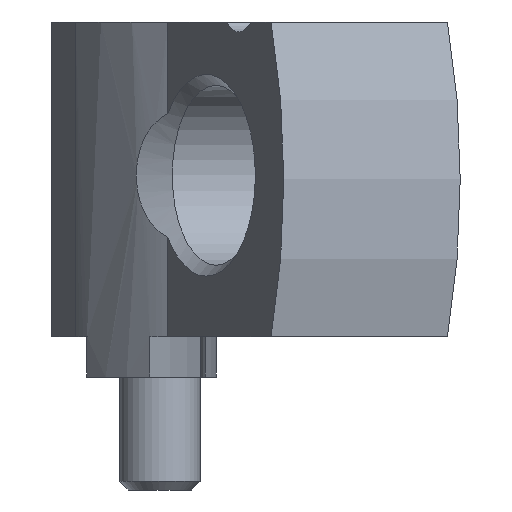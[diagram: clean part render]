
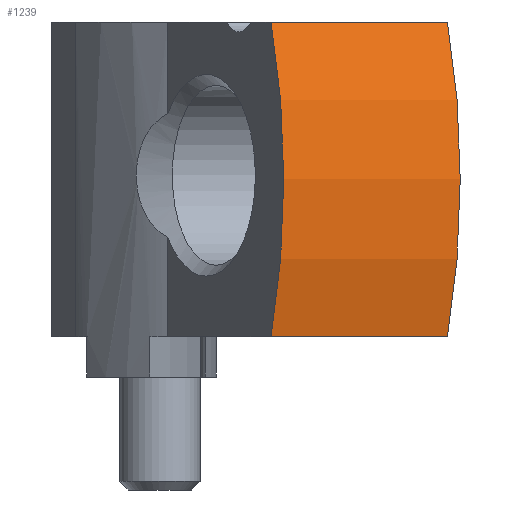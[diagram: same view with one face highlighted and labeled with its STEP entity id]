
A CAD part, left-side view. The second image highlights one B-rep face of the part: STEP entity #1239.
In plain terms, the highlighted cylindrical face has radius 24 mm (diameter 48 mm), a partial arc.
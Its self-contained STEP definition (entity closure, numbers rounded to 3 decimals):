
#110=CIRCLE('',#1362,24.);
#113=CIRCLE('',#1366,24.);
#286=ORIENTED_EDGE('',*,*,#578,.T.);
#287=ORIENTED_EDGE('',*,*,#557,.T.);
#288=ORIENTED_EDGE('',*,*,#584,.F.);
#289=ORIENTED_EDGE('',*,*,#562,.T.);
#557=EDGE_CURVE('',#722,#721,#110,.F.);
#562=EDGE_CURVE('',#726,#727,#113,.F.);
#578=EDGE_CURVE('',#727,#722,#838,.T.);
#584=EDGE_CURVE('',#726,#721,#843,.T.);
#721=VERTEX_POINT('',#1996);
#722=VERTEX_POINT('',#1998);
#726=VERTEX_POINT('',#2008);
#727=VERTEX_POINT('',#2009);
#838=LINE('',#2038,#916);
#843=LINE('',#2048,#921);
#916=VECTOR('',#1605,1000.);
#921=VECTOR('',#1620,1000.);
#992=EDGE_LOOP('',(#286,#287,#288,#289));
#1104=FACE_BOUND('',#992,.T.);
#1203=CYLINDRICAL_SURFACE('',#1384,24.);
#1239=ADVANCED_FACE('',(#1104),#1203,.T.);
#1362=AXIS2_PLACEMENT_3D('',#1997,#1566,#1567);
#1366=AXIS2_PLACEMENT_3D('',#2007,#1576,#1577);
#1384=AXIS2_PLACEMENT_3D('',#2052,#1627,#1628);
#1566=DIRECTION('',(0.,-1.,0.));
#1567=DIRECTION('',(1.,0.,0.));
#1576=DIRECTION('',(0.,1.,0.));
#1577=DIRECTION('',(-1.,0.,0.));
#1605=DIRECTION('',(0.,-1.,0.));
#1620=DIRECTION('',(0.,-1.,0.));
#1627=DIRECTION('',(0.,-1.,0.));
#1628=DIRECTION('',(0.,0.,-1.));
#1996=CARTESIAN_POINT('',(17.114,-3.175,-15.6));
#1997=CARTESIAN_POINT('',(-5.583,-3.175,-7.8));
#1998=CARTESIAN_POINT('',(17.114,-3.175,0.));
#2007=CARTESIAN_POINT('',(-5.583,6.825,-7.8));
#2008=CARTESIAN_POINT('',(17.114,6.825,-15.6));
#2009=CARTESIAN_POINT('',(17.114,6.825,0.));
#2038=CARTESIAN_POINT('',(17.114,10.,0.));
#2048=CARTESIAN_POINT('',(17.114,10.,-15.6));
#2052=CARTESIAN_POINT('',(-5.583,10.,-7.8));
